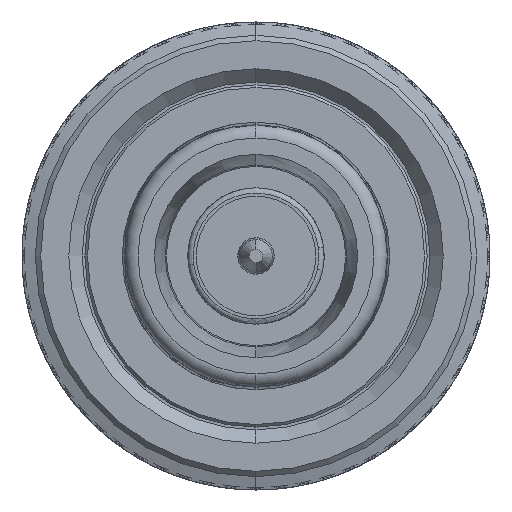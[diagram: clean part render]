
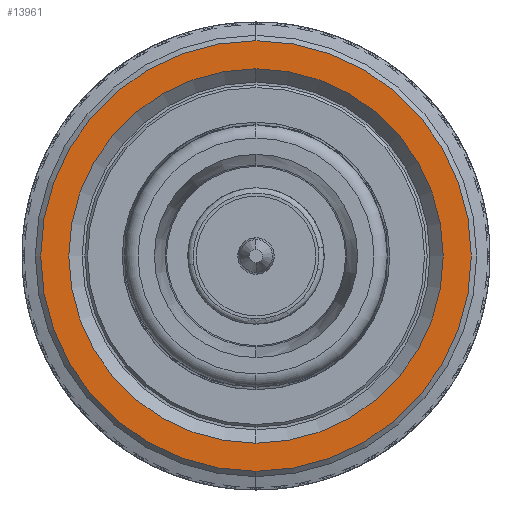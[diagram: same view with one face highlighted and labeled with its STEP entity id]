
A CAD part, left-side view. The second image highlights one B-rep face of the part: STEP entity #13961.
In plain terms, the highlighted planar face has unit normal (-1, 0, 0).
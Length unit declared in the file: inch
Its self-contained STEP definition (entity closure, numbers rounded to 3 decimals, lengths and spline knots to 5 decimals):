
#446 = PLANE ( 'NONE',  #3934 ) ;
#1617 = CARTESIAN_POINT ( 'NONE',  ( 0.01969, 0.27559, 0. ) ) ;
#2247 = AXIS2_PLACEMENT_3D ( 'NONE', #48886, #44156, #21906 ) ;
#3201 = CARTESIAN_POINT ( 'NONE',  ( 0.01969, 0., 0.31693 ) ) ;
#3429 = ORIENTED_EDGE ( 'NONE', *, *, #23665, .T. ) ;
#3934 = AXIS2_PLACEMENT_3D ( 'NONE', #1617, #26955, #34965 ) ;
#5094 = AXIS2_PLACEMENT_3D ( 'NONE', #16188, #26700, #12434 ) ;
#5295 = DIRECTION ( 'NONE',  ( 0., 0., -1. ) ) ;
#5611 = FACE_BOUND ( 'NONE', #42357, .T. ) ;
#7173 = ORIENTED_EDGE ( 'NONE', *, *, #13203, .T. ) ;
#7495 = CIRCLE ( 'NONE', #5094, 0.31693 ) ;
#7973 = DIRECTION ( 'NONE',  ( 0., 0., 1. ) ) ;
#8051 = EDGE_LOOP ( 'NONE', ( #3429, #23108 ) ) ;
#9983 = VERTEX_POINT ( 'NONE', #43787 ) ;
#10341 = VERTEX_POINT ( 'NONE', #3201 ) ;
#12126 = VERTEX_POINT ( 'NONE', #14321 ) ;
#12205 = DIRECTION ( 'NONE',  ( -1., 0., 0. ) ) ;
#12434 = DIRECTION ( 'NONE',  ( 0., 0., 1. ) ) ;
#13056 = DIRECTION ( 'NONE',  ( 1., 0., 0. ) ) ;
#13203 = EDGE_CURVE ( 'NONE', #45632, #12126, #15208, .T. ) ;
#13961 = ADVANCED_FACE ( 'NONE', ( #30729, #5611 ), #446, .T. ) ;
#14321 = CARTESIAN_POINT ( 'NONE',  ( 0.01969, 0., 0.27559 ) ) ;
#15208 = CIRCLE ( 'NONE', #36722, 0.27559 ) ;
#15481 = CARTESIAN_POINT ( 'NONE',  ( 0.01969, 0., 0. ) ) ;
#16188 = CARTESIAN_POINT ( 'NONE',  ( 0.01969, 0., 0. ) ) ;
#17433 = CARTESIAN_POINT ( 'NONE',  ( 0.01969, 0., -0.27559 ) ) ;
#21906 = DIRECTION ( 'NONE',  ( 0., 0., -1. ) ) ;
#23108 = ORIENTED_EDGE ( 'NONE', *, *, #46595, .T. ) ;
#23665 = EDGE_CURVE ( 'NONE', #9983, #10341, #7495, .T. ) ;
#24060 = CARTESIAN_POINT ( 'NONE',  ( 0.01969, 0., 0. ) ) ;
#26700 = DIRECTION ( 'NONE',  ( -1., 0., 0. ) ) ;
#26955 = DIRECTION ( 'NONE',  ( -1., 0., 0. ) ) ;
#30729 = FACE_OUTER_BOUND ( 'NONE', #8051, .T. ) ;
#34965 = DIRECTION ( 'NONE',  ( 0., 0., 1. ) ) ;
#36722 = AXIS2_PLACEMENT_3D ( 'NONE', #24060, #13056, #5295 ) ;
#39114 = CIRCLE ( 'NONE', #45523, 0.31693 ) ;
#41708 = ORIENTED_EDGE ( 'NONE', *, *, #42374, .T. ) ;
#42357 = EDGE_LOOP ( 'NONE', ( #41708, #7173 ) ) ;
#42374 = EDGE_CURVE ( 'NONE', #12126, #45632, #43798, .T. ) ;
#43787 = CARTESIAN_POINT ( 'NONE',  ( 0.01969, 0., -0.31693 ) ) ;
#43798 = CIRCLE ( 'NONE', #2247, 0.27559 ) ;
#44156 = DIRECTION ( 'NONE',  ( 1., 0., 0. ) ) ;
#45523 = AXIS2_PLACEMENT_3D ( 'NONE', #15481, #12205, #7973 ) ;
#45632 = VERTEX_POINT ( 'NONE', #17433 ) ;
#46595 = EDGE_CURVE ( 'NONE', #10341, #9983, #39114, .T. ) ;
#48886 = CARTESIAN_POINT ( 'NONE',  ( 0.01969, 0., 0. ) ) ;
